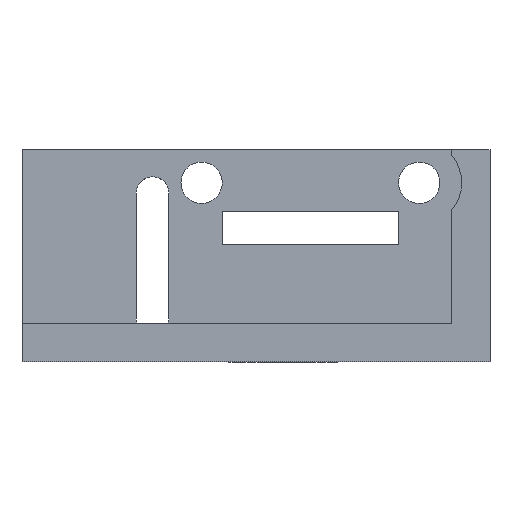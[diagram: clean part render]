
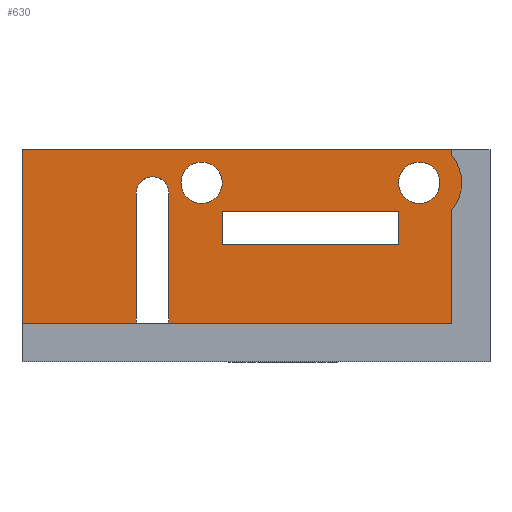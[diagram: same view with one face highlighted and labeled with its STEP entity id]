
A CAD part, top view. The second image highlights one B-rep face of the part: STEP entity #630.
In plain terms, the highlighted planar face has unit normal (0, 0, 1).
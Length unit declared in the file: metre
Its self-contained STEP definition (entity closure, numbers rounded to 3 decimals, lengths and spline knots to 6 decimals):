
#40=LINE('',#914,#111);
#43=LINE('',#920,#114);
#45=LINE('',#924,#116);
#51=LINE('',#940,#122);
#55=LINE('',#948,#126);
#58=LINE('',#956,#129);
#70=LINE('',#990,#141);
#73=LINE('',#996,#144);
#74=LINE('',#998,#145);
#75=LINE('',#1000,#146);
#77=LINE('',#1003,#148);
#78=LINE('',#1008,#149);
#79=LINE('',#1010,#150);
#111=VECTOR('',#735,1.);
#114=VECTOR('',#740,1.);
#116=VECTOR('',#744,1.);
#122=VECTOR('',#760,1.);
#126=VECTOR('',#764,1.);
#129=VECTOR('',#773,1.);
#141=VECTOR('',#799,1.);
#144=VECTOR('',#804,1.);
#145=VECTOR('',#807,1.);
#146=VECTOR('',#810,1.);
#148=VECTOR('',#814,1.);
#149=VECTOR('',#821,1.);
#150=VECTOR('',#822,1.);
#268=ORIENTED_EDGE('',*,*,#411,.F.);
#269=ORIENTED_EDGE('',*,*,#402,.F.);
#270=ORIENTED_EDGE('',*,*,#409,.F.);
#271=ORIENTED_EDGE('',*,*,#378,.F.);
#272=ORIENTED_EDGE('',*,*,#384,.F.);
#273=ORIENTED_EDGE('',*,*,#386,.F.);
#274=ORIENTED_EDGE('',*,*,#388,.F.);
#275=ORIENTED_EDGE('',*,*,#407,.T.);
#276=ORIENTED_EDGE('',*,*,#375,.F.);
#277=ORIENTED_EDGE('',*,*,#382,.F.);
#278=ORIENTED_EDGE('',*,*,#412,.F.);
#279=ORIENTED_EDGE('',*,*,#413,.F.);
#280=ORIENTED_EDGE('',*,*,#372,.F.);
#281=ORIENTED_EDGE('',*,*,#406,.T.);
#282=ORIENTED_EDGE('',*,*,#365,.F.);
#283=ORIENTED_EDGE('',*,*,#368,.T.);
#284=ORIENTED_EDGE('',*,*,#370,.T.);
#285=ORIENTED_EDGE('',*,*,#405,.F.);
#286=ORIENTED_EDGE('',*,*,#410,.F.);
#365=EDGE_CURVE('',#453,#454,#40,.T.);
#368=EDGE_CURVE('',#453,#455,#43,.T.);
#370=EDGE_CURVE('',#455,#456,#45,.T.);
#372=EDGE_CURVE('',#457,#458,#497,.T.);
#375=EDGE_CURVE('',#459,#460,#498,.T.);
#378=EDGE_CURVE('',#461,#462,#51,.T.);
#382=EDGE_CURVE('',#465,#459,#55,.T.);
#384=EDGE_CURVE('',#466,#461,#499,.T.);
#386=EDGE_CURVE('',#467,#466,#58,.T.);
#388=EDGE_CURVE('',#468,#467,#500,.T.);
#402=EDGE_CURVE('',#478,#479,#70,.T.);
#405=EDGE_CURVE('',#454,#456,#73,.T.);
#406=EDGE_CURVE('',#457,#458,#74,.T.);
#407=EDGE_CURVE('',#468,#460,#75,.T.);
#409=EDGE_CURVE('',#462,#478,#77,.T.);
#410=EDGE_CURVE('',#481,#481,#503,.T.);
#411=EDGE_CURVE('',#479,#482,#78,.T.);
#412=EDGE_CURVE('',#483,#465,#79,.T.);
#413=EDGE_CURVE('',#482,#483,#504,.F.);
#453=VERTEX_POINT('',#913);
#454=VERTEX_POINT('',#915);
#455=VERTEX_POINT('',#919);
#456=VERTEX_POINT('',#923);
#457=VERTEX_POINT('',#927);
#458=VERTEX_POINT('',#929);
#459=VERTEX_POINT('',#933);
#460=VERTEX_POINT('',#935);
#461=VERTEX_POINT('',#939);
#462=VERTEX_POINT('',#941);
#465=VERTEX_POINT('',#947);
#466=VERTEX_POINT('',#951);
#467=VERTEX_POINT('',#955);
#468=VERTEX_POINT('',#959);
#478=VERTEX_POINT('',#989);
#479=VERTEX_POINT('',#991);
#481=VERTEX_POINT('',#1006);
#482=VERTEX_POINT('',#1009);
#483=VERTEX_POINT('',#1011);
#497=CIRCLE('',#666,0.0019);
#498=CIRCLE('',#668,0.0015);
#499=CIRCLE('',#671,0.0015);
#500=CIRCLE('',#674,0.0015);
#503=CIRCLE('',#685,0.0019);
#504=CIRCLE('',#687,0.0039);
#532=EDGE_LOOP('',(#268,#269,#270,#271,#272,#273,#274,#275,#276,#277,#278,
#279));
#533=EDGE_LOOP('',(#280,#281));
#534=EDGE_LOOP('',(#282,#283,#284,#285));
#535=EDGE_LOOP('',(#286));
#573=FACE_BOUND('',#532,.T.);
#574=FACE_BOUND('',#533,.T.);
#575=FACE_BOUND('',#534,.T.);
#576=FACE_BOUND('',#535,.T.);
#603=PLANE('',#686);
#630=ADVANCED_FACE('',(#573,#574,#575,#576),#603,.T.);
#666=AXIS2_PLACEMENT_3D('',#928,#748,#749);
#668=AXIS2_PLACEMENT_3D('',#934,#754,#755);
#671=AXIS2_PLACEMENT_3D('',#952,#768,#769);
#674=AXIS2_PLACEMENT_3D('',#960,#777,#778);
#685=AXIS2_PLACEMENT_3D('',#1005,#817,#818);
#686=AXIS2_PLACEMENT_3D('',#1007,#819,#820);
#687=AXIS2_PLACEMENT_3D('',#1012,#823,#824);
#735=DIRECTION('',(1.,0.,0.));
#740=DIRECTION('',(0.,1.,0.));
#744=DIRECTION('',(1.,0.,0.));
#748=DIRECTION('',(0.,0.,1.));
#749=DIRECTION('',(1.,0.,0.));
#754=DIRECTION('',(0.,0.,1.));
#755=DIRECTION('',(1.,0.,0.));
#760=DIRECTION('',(-1.,0.,0.));
#764=DIRECTION('',(-1.,0.,0.));
#768=DIRECTION('',(0.,0.,1.));
#769=DIRECTION('',(1.,0.,0.));
#773=DIRECTION('',(0.,-1.,0.));
#777=DIRECTION('',(0.,0.,1.));
#778=DIRECTION('',(1.,0.,0.));
#799=DIRECTION('',(1.,0.,0.));
#804=DIRECTION('',(0.,1.,0.));
#807=DIRECTION('',(0.,-1.,0.));
#810=DIRECTION('',(0.,-1.,0.));
#814=DIRECTION('',(0.,1.,0.));
#817=DIRECTION('',(0.,0.,1.));
#818=DIRECTION('',(1.,0.,0.));
#819=DIRECTION('',(0.,0.,1.));
#820=DIRECTION('',(1.,0.,0.));
#821=DIRECTION('',(0.,-1.,0.));
#822=DIRECTION('',(0.,-1.,0.));
#823=DIRECTION('',(0.,0.,1.));
#824=DIRECTION('',(1.,0.,0.));
#913=CARTESIAN_POINT('',(0.0184,0.01081,0.002));
#914=CARTESIAN_POINT('',(0.0265,0.01081,0.002));
#915=CARTESIAN_POINT('',(0.0346,0.01081,0.002));
#919=CARTESIAN_POINT('',(0.0184,0.01381,0.002));
#920=CARTESIAN_POINT('',(0.0184,0.01231,0.002));
#923=CARTESIAN_POINT('',(0.0346,0.01381,0.002));
#924=CARTESIAN_POINT('',(0.0265,0.01381,0.002));
#927=CARTESIAN_POINT('',(0.0184,0.016456,0.002));
#928=CARTESIAN_POINT('',(0.0165,0.01645,0.002));
#929=CARTESIAN_POINT('',(0.0184,0.016444,0.002));
#933=CARTESIAN_POINT('',(0.013414,0.0035,0.002));
#934=CARTESIAN_POINT('',(0.012,0.004,0.002));
#935=CARTESIAN_POINT('',(0.0135,0.004,0.002));
#939=CARTESIAN_POINT('',(0.010586,0.0035,0.002));
#940=CARTESIAN_POINT('',(0.0215,0.0035,0.002));
#941=CARTESIAN_POINT('',(0.,0.0035,0.002));
#947=CARTESIAN_POINT('',(0.0395,0.0035,0.002));
#948=CARTESIAN_POINT('',(0.0215,0.0035,0.002));
#951=CARTESIAN_POINT('',(0.0105,0.004,0.002));
#952=CARTESIAN_POINT('',(0.012,0.004,0.002));
#955=CARTESIAN_POINT('',(0.0105,0.0155,0.002));
#956=CARTESIAN_POINT('',(0.0105,0.00975,0.002));
#959=CARTESIAN_POINT('',(0.0135,0.0155,0.002));
#960=CARTESIAN_POINT('',(0.012,0.0155,0.002));
#989=CARTESIAN_POINT('',(0.,0.0195,0.002));
#990=CARTESIAN_POINT('',(0.006,0.0195,0.002));
#991=CARTESIAN_POINT('',(0.0395,0.0195,0.002));
#996=CARTESIAN_POINT('',(0.0346,0.01231,0.002));
#998=CARTESIAN_POINT('',(0.0184,0.01645,0.002));
#1000=CARTESIAN_POINT('',(0.0135,0.00975,0.002));
#1003=CARTESIAN_POINT('',(0.,0.00175,0.002));
#1005=CARTESIAN_POINT('',(0.0365,0.01645,0.002));
#1006=CARTESIAN_POINT('',(0.0384,0.01645,0.002));
#1007=CARTESIAN_POINT('',(0.0215,0.00975,0.002));
#1008=CARTESIAN_POINT('',(0.0395,0.00975,0.002));
#1009=CARTESIAN_POINT('',(0.0395,0.018942,0.002));
#1010=CARTESIAN_POINT('',(0.0395,0.00975,0.002));
#1011=CARTESIAN_POINT('',(0.0395,0.013958,0.002));
#1012=CARTESIAN_POINT('',(0.0365,0.01645,0.002));
